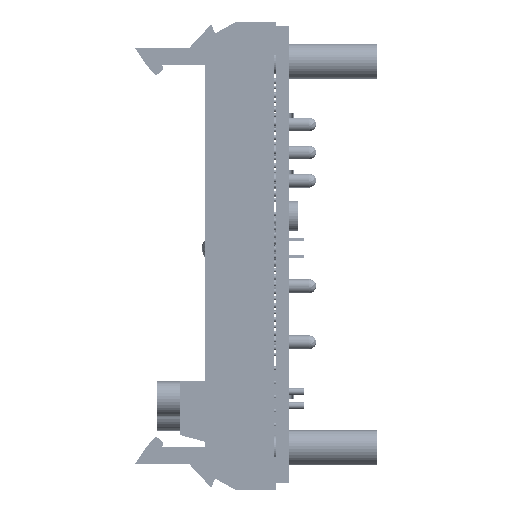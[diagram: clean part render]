
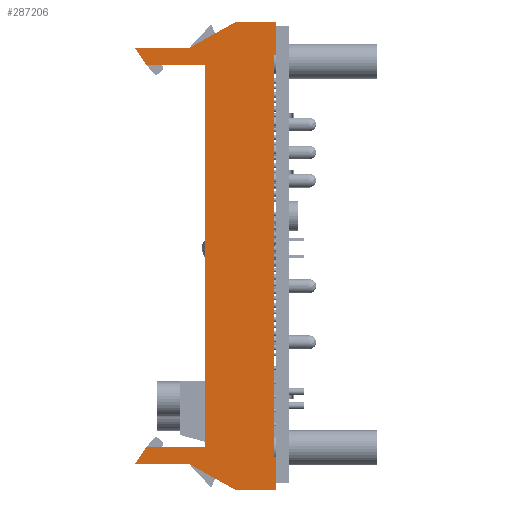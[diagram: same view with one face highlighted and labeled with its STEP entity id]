
A CAD part, left-side view. The second image highlights one B-rep face of the part: STEP entity #287206.
In plain terms, the highlighted planar face has unit normal (1, 0, 0).
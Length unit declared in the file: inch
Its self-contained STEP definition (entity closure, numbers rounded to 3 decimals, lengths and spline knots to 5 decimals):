
#6297 = AXIS2_PLACEMENT_3D ( 'NONE', #70790, #70792, #70794 ) ;
#8844 = ORIENTED_EDGE ( 'NONE', *, *, #289151, .T. ) ;
#8853 = ORIENTED_EDGE ( 'NONE', *, *, #289165, .T. ) ;
#8856 = ORIENTED_EDGE ( 'NONE', *, *, #289147, .T. ) ;
#8859 = ORIENTED_EDGE ( 'NONE', *, *, #289168, .T. ) ;
#8869 = ORIENTED_EDGE ( 'NONE', *, *, #289175, .T. ) ;
#8875 = ORIENTED_EDGE ( 'NONE', *, *, #289185, .T. ) ;
#8882 = ORIENTED_EDGE ( 'NONE', *, *, #289192, .T. ) ;
#8885 = ORIENTED_EDGE ( 'NONE', *, *, #289194, .T. ) ;
#8894 = ORIENTED_EDGE ( 'NONE', *, *, #289200, .T. ) ;
#8901 = ORIENTED_EDGE ( 'NONE', *, *, #289210, .T. ) ;
#8907 = ORIENTED_EDGE ( 'NONE', *, *, #289216, .T. ) ;
#8910 = ORIENTED_EDGE ( 'NONE', *, *, #289219, .T. ) ;
#8920 = ORIENTED_EDGE ( 'NONE', *, *, #289226, .T. ) ;
#8926 = ORIENTED_EDGE ( 'NONE', *, *, #289237, .T. ) ;
#8932 = ORIENTED_EDGE ( 'NONE', *, *, #289244, .T. ) ;
#8935 = ORIENTED_EDGE ( 'NONE', *, *, #289247, .T. ) ;
#67518 = VERTEX_POINT ( 'NONE', #92266 ) ;
#67520 = VERTEX_POINT ( 'NONE', #92272 ) ;
#67522 = VERTEX_POINT ( 'NONE', #92277 ) ;
#67524 = VERTEX_POINT ( 'NONE', #92283 ) ;
#67526 = VERTEX_POINT ( 'NONE', #92288 ) ;
#67528 = VERTEX_POINT ( 'NONE', #92293 ) ;
#67530 = VERTEX_POINT ( 'NONE', #92299 ) ;
#67532 = VERTEX_POINT ( 'NONE', #92303 ) ;
#67535 = VERTEX_POINT ( 'NONE', #92309 ) ;
#67538 = VERTEX_POINT ( 'NONE', #92315 ) ;
#67541 = VERTEX_POINT ( 'NONE', #92320 ) ;
#67544 = VERTEX_POINT ( 'NONE', #92325 ) ;
#67547 = VERTEX_POINT ( 'NONE', #92330 ) ;
#67550 = VERTEX_POINT ( 'NONE', #92336 ) ;
#67553 = VERTEX_POINT ( 'NONE', #92341 ) ;
#67556 = VERTEX_POINT ( 'NONE', #92346 ) ;
#70788 = PLANE ( 'NONE',  #6297 ) ;
#70790 = CARTESIAN_POINT ( 'NONE',  ( -4.45482, 0.5169, 1.08569 ) ) ;
#70792 = DIRECTION ( 'NONE',  ( 1., 0., 0. ) ) ;
#70794 = DIRECTION ( 'NONE',  ( 0., 0., -1. ) ) ;
#92266 = CARTESIAN_POINT ( 'NONE',  ( -4.45482, 0.5169, 1.08569 ) ) ;
#92272 = CARTESIAN_POINT ( 'NONE',  ( -4.45482, 0.5169, 0.84869 ) ) ;
#92277 = CARTESIAN_POINT ( 'NONE',  ( -4.45482, 0.5269, 0.84869 ) ) ;
#92283 = CARTESIAN_POINT ( 'NONE',  ( -4.45482, 0.5269, -2.00731 ) ) ;
#92288 = CARTESIAN_POINT ( 'NONE',  ( -4.45482, 0.5169, -2.00731 ) ) ;
#92293 = CARTESIAN_POINT ( 'NONE',  ( -4.45482, 0.5169, -2.24431 ) ) ;
#92299 = CARTESIAN_POINT ( 'NONE',  ( -4.45482, 0.8019, -2.24431 ) ) ;
#92303 = CARTESIAN_POINT ( 'NONE',  ( -4.45482, 1.1324, -2.05931 ) ) ;
#92309 = CARTESIAN_POINT ( 'NONE',  ( -4.45482, 1.5169, -2.05931 ) ) ;
#92315 = CARTESIAN_POINT ( 'NONE',  ( -4.45482, 1.4369, -1.93931 ) ) ;
#92320 = CARTESIAN_POINT ( 'NONE',  ( -4.45482, 1.0169, -1.93931 ) ) ;
#92325 = CARTESIAN_POINT ( 'NONE',  ( -4.45482, 1.0169, 0.78069 ) ) ;
#92330 = CARTESIAN_POINT ( 'NONE',  ( -4.45482, 1.4369, 0.78069 ) ) ;
#92336 = CARTESIAN_POINT ( 'NONE',  ( -4.45482, 1.5169, 0.90069 ) ) ;
#92341 = CARTESIAN_POINT ( 'NONE',  ( -4.45482, 1.1324, 0.90069 ) ) ;
#92346 = CARTESIAN_POINT ( 'NONE',  ( -4.45482, 0.8019, 1.08569 ) ) ;
#144276 = EDGE_LOOP ( 'NONE', ( #8844, #8856, #8853, #8859, #8869, #8875, #8882, #8885, #8894, #8901, #8907, #8910, #8920, #8926, #8932, #8935 ) ) ;
#157562 = CARTESIAN_POINT ( 'NONE',  ( -4.45482, 1.0169, -2.05931 ) ) ;
#157564 = DIRECTION ( 'NONE',  ( 0., 1., 0. ) ) ;
#157575 = CARTESIAN_POINT ( 'NONE',  ( -4.45482, 1.5169, -2.05931 ) ) ;
#157576 = CARTESIAN_POINT ( 'NONE',  ( -4.45482, 1.49023, -2.01931 ) ) ;
#157577 = CARTESIAN_POINT ( 'NONE',  ( -4.45482, 1.46356, -1.97931 ) ) ;
#157578 = CARTESIAN_POINT ( 'NONE',  ( -4.45482, 1.4369, -1.93931 ) ) ;
#157599 = CARTESIAN_POINT ( 'NONE',  ( -4.45482, 1.0169, -1.93931 ) ) ;
#157600 = DIRECTION ( 'NONE',  ( 0., -1., 0. ) ) ;
#157609 = CARTESIAN_POINT ( 'NONE',  ( -4.45482, 1.0169, -0.57931 ) ) ;
#157611 = DIRECTION ( 'NONE',  ( 0., 0., 1. ) ) ;
#157616 = CARTESIAN_POINT ( 'NONE',  ( -4.45482, 1.0169, 0.78069 ) ) ;
#157617 = DIRECTION ( 'NONE',  ( 0., 1., 0. ) ) ;
#157630 = CARTESIAN_POINT ( 'NONE',  ( -4.45482, 1.4369, 0.78069 ) ) ;
#157631 = CARTESIAN_POINT ( 'NONE',  ( -4.45482, 1.46356, 0.82069 ) ) ;
#157632 = CARTESIAN_POINT ( 'NONE',  ( -4.45482, 1.49023, 0.86069 ) ) ;
#157633 = CARTESIAN_POINT ( 'NONE',  ( -4.45482, 1.5169, 0.90069 ) ) ;
#157650 = CARTESIAN_POINT ( 'NONE',  ( -4.45482, 1.0169, 0.90069 ) ) ;
#157651 = DIRECTION ( 'NONE',  ( 0., -1., 0. ) ) ;
#157663 = CARTESIAN_POINT ( 'NONE',  ( -4.45482, 1.1324, 0.90069 ) ) ;
#157664 = CARTESIAN_POINT ( 'NONE',  ( -4.45482, 1.02223, 0.96236 ) ) ;
#157665 = CARTESIAN_POINT ( 'NONE',  ( -4.45482, 0.91206, 1.02402 ) ) ;
#157666 = CARTESIAN_POINT ( 'NONE',  ( -4.45482, 0.8019, 1.08569 ) ) ;
#157670 = CARTESIAN_POINT ( 'NONE',  ( -4.45482, 1.0169, 1.08569 ) ) ;
#157672 = DIRECTION ( 'NONE',  ( 0., -1., 0. ) ) ;
#165939 = VECTOR ( 'NONE', #351747, 39.37008 ) ;
#165949 = VECTOR ( 'NONE', #351756, 39.37008 ) ;
#165978 = VECTOR ( 'NONE', #351819, 39.37008 ) ;
#165988 = VECTOR ( 'NONE', #351830, 39.37008 ) ;
#166003 = VECTOR ( 'NONE', #351856, 39.37008 ) ;
#166025 = VECTOR ( 'NONE', #352035, 39.37008 ) ;
#166046 = VECTOR ( 'NONE', #157564, 39.37008 ) ;
#166088 = VECTOR ( 'NONE', #157600, 39.37008 ) ;
#166108 = VECTOR ( 'NONE', #157611, 39.37008 ) ;
#166118 = VECTOR ( 'NONE', #157617, 39.37008 ) ;
#166155 = VECTOR ( 'NONE', #157651, 39.37008 ) ;
#166179 = VECTOR ( 'NONE', #157672, 39.37008 ) ;
#223632 = FACE_OUTER_BOUND ( 'NONE', #144276, .T. ) ;
#241438 = LINE ( 'NONE', #351745, #165939 ) ;
#241440 = LINE ( 'NONE', #351754, #165949 ) ;
#241444 = LINE ( 'NONE', #351818, #165978 ) ;
#241445 = LINE ( 'NONE', #351827, #165988 ) ;
#241448 = LINE ( 'NONE', #351853, #166003 ) ;
#241451 = LINE ( 'NONE', #352033, #166025 ) ;
#241455 = LINE ( 'NONE', #157562, #166046 ) ;
#241461 = LINE ( 'NONE', #157599, #166088 ) ;
#241465 = LINE ( 'NONE', #157609, #166108 ) ;
#241466 = LINE ( 'NONE', #157616, #166118 ) ;
#241472 = LINE ( 'NONE', #157650, #166155 ) ;
#241476 = LINE ( 'NONE', #157670, #166179 ) ;
#287206 = ADVANCED_FACE ( 'NONE', ( #223632 ), #70788, .T. ) ;
#289147 = EDGE_CURVE ( 'NONE', #67520, #67522, #241438, .T. ) ;
#289151 = EDGE_CURVE ( 'NONE', #67518, #67520, #241440, .T. ) ;
#289165 = EDGE_CURVE ( 'NONE', #67522, #67524, #241444, .T. ) ;
#289168 = EDGE_CURVE ( 'NONE', #67524, #67526, #241445, .T. ) ;
#289175 = EDGE_CURVE ( 'NONE', #67526, #67528, #241448, .T. ) ;
#289185 = EDGE_CURVE ( 'NONE', #67528, #67530, #241451, .T. ) ;
#289192 = EDGE_CURVE ( 'NONE', #67530, #67532, #353202, .T. ) ;
#289194 = EDGE_CURVE ( 'NONE', #67532, #67535, #241455, .T. ) ;
#289200 = EDGE_CURVE ( 'NONE', #67535, #67538, #353206, .T. ) ;
#289210 = EDGE_CURVE ( 'NONE', #67538, #67541, #241461, .T. ) ;
#289216 = EDGE_CURVE ( 'NONE', #67541, #67544, #241465, .T. ) ;
#289219 = EDGE_CURVE ( 'NONE', #67544, #67547, #241466, .T. ) ;
#289226 = EDGE_CURVE ( 'NONE', #67547, #67550, #353213, .T. ) ;
#289237 = EDGE_CURVE ( 'NONE', #67550, #67553, #241472, .T. ) ;
#289244 = EDGE_CURVE ( 'NONE', #67553, #67556, #353218, .T. ) ;
#289247 = EDGE_CURVE ( 'NONE', #67556, #67518, #241476, .T. ) ;
#351745 = CARTESIAN_POINT ( 'NONE',  ( -4.45482, 1.0169, 0.84869 ) ) ;
#351747 = DIRECTION ( 'NONE',  ( 0., 1., 0. ) ) ;
#351754 = CARTESIAN_POINT ( 'NONE',  ( -4.45482, 0.5169, -0.57931 ) ) ;
#351756 = DIRECTION ( 'NONE',  ( 0., 0., -1. ) ) ;
#351818 = CARTESIAN_POINT ( 'NONE',  ( -4.45482, 0.5269, -0.57931 ) ) ;
#351819 = DIRECTION ( 'NONE',  ( 0., 0., -1. ) ) ;
#351827 = CARTESIAN_POINT ( 'NONE',  ( -4.45482, 1.0169, -2.00731 ) ) ;
#351830 = DIRECTION ( 'NONE',  ( 0., -1., 0. ) ) ;
#351853 = CARTESIAN_POINT ( 'NONE',  ( -4.45482, 0.5169, -0.57931 ) ) ;
#351856 = DIRECTION ( 'NONE',  ( 0., 0., -1. ) ) ;
#352033 = CARTESIAN_POINT ( 'NONE',  ( -4.45482, 1.0169, -2.24431 ) ) ;
#352035 = DIRECTION ( 'NONE',  ( 0., 1., 0. ) ) ;
#352057 = CARTESIAN_POINT ( 'NONE',  ( -4.45482, 0.8019, -2.24431 ) ) ;
#352059 = CARTESIAN_POINT ( 'NONE',  ( -4.45482, 0.91206, -2.18264 ) ) ;
#352061 = CARTESIAN_POINT ( 'NONE',  ( -4.45482, 1.02223, -2.12098 ) ) ;
#352063 = CARTESIAN_POINT ( 'NONE',  ( -4.45482, 1.1324, -2.05931 ) ) ;
#353202 = B_SPLINE_CURVE_WITH_KNOTS ( 'NONE', 3,
 ( #352057, #352059, #352061, #352063 ),
 .UNSPECIFIED., .F., .F.,
 ( 4, 4 ),
 ( 0., 1. ),
 .UNSPECIFIED. ) ;
#353206 = B_SPLINE_CURVE_WITH_KNOTS ( 'NONE', 3,
 ( #157575, #157576, #157577, #157578 ),
 .UNSPECIFIED., .F., .F.,
 ( 4, 4 ),
 ( 0., 1. ),
 .UNSPECIFIED. ) ;
#353213 = B_SPLINE_CURVE_WITH_KNOTS ( 'NONE', 3,
 ( #157630, #157631, #157632, #157633 ),
 .UNSPECIFIED., .F., .F.,
 ( 4, 4 ),
 ( 0., 1. ),
 .UNSPECIFIED. ) ;
#353218 = B_SPLINE_CURVE_WITH_KNOTS ( 'NONE', 3,
 ( #157663, #157664, #157665, #157666 ),
 .UNSPECIFIED., .F., .F.,
 ( 4, 4 ),
 ( 0., 1. ),
 .UNSPECIFIED. ) ;
